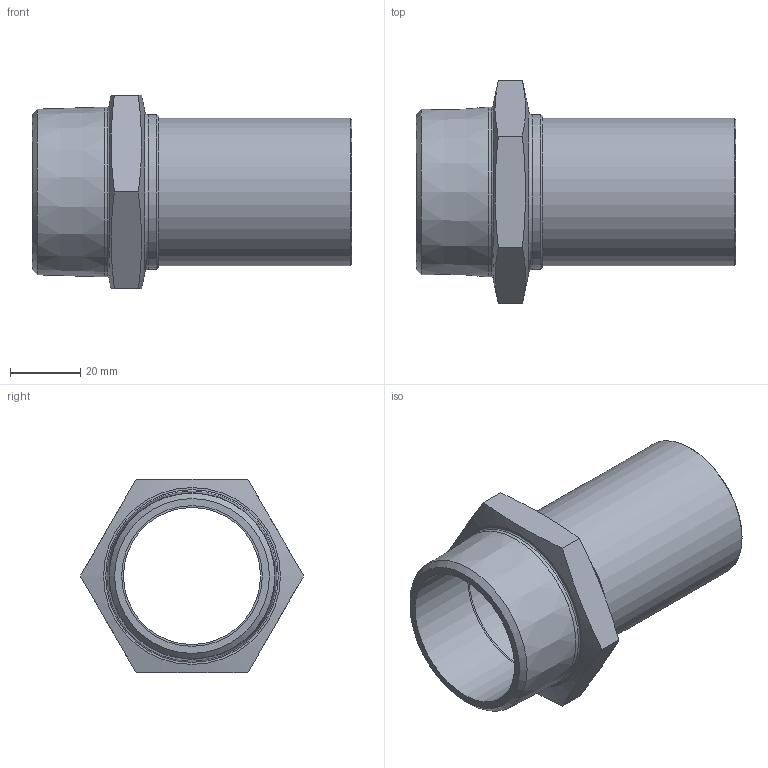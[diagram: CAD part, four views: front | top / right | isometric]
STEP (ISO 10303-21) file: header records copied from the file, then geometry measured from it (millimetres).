
FILE_DESCRIPTION(/* description */ ('RACCORDO A SALDARE MASCHIO 1" 1/2x42 INOXPRES'),/* implementation_level */ '2;1');
FILE_NAME(/* name */ '269112142_Inoxpres.stp',/* time_stamp */ '2022-10-13T08:56:14+02:00',/* author */ ('Vault'),/* organization */ ('Raccorderie metalliche s.p.a. '),/* preprocessor_version */ 'ST-DEVELOPER v18.1',/* originating_system */ 'Autodesk Inventor 2020',/* authorisation */ 'Raccorderie metalliche s.p.a. ');
FILE_SCHEMA (('AUTOMOTIVE_DESIGN { 1 0 10303 214 3 1 1 }'));
Length unit declared in the file: millimetre
Products named in the file (1): 269112142_Inoxpres
Bounding box: 91 x 63.51 x 55 mm (x, y, z)
Volume: 34908.1 mm3; surface area: 26580.1 mm2
Topology: 2 solids, 2 shells, 29 faces, 74 edges, 51 vertices
Faces by surface type: plane 12, cone 9, cylinder 6, torus 2
Full cylindrical faces by diameter (mm): 39 x1, 40 x1, 41 x1, 42 x1, 44 x1, 48.3 x1
Entity records: 941 total; most frequent: CARTESIAN_POINT 183, DIRECTION 159, ORIENTED_EDGE 148, EDGE_CURVE 74, AXIS2_PLACEMENT_3D 69, VERTEX_POINT 51, CIRCLE 39, EDGE_LOOP 35
